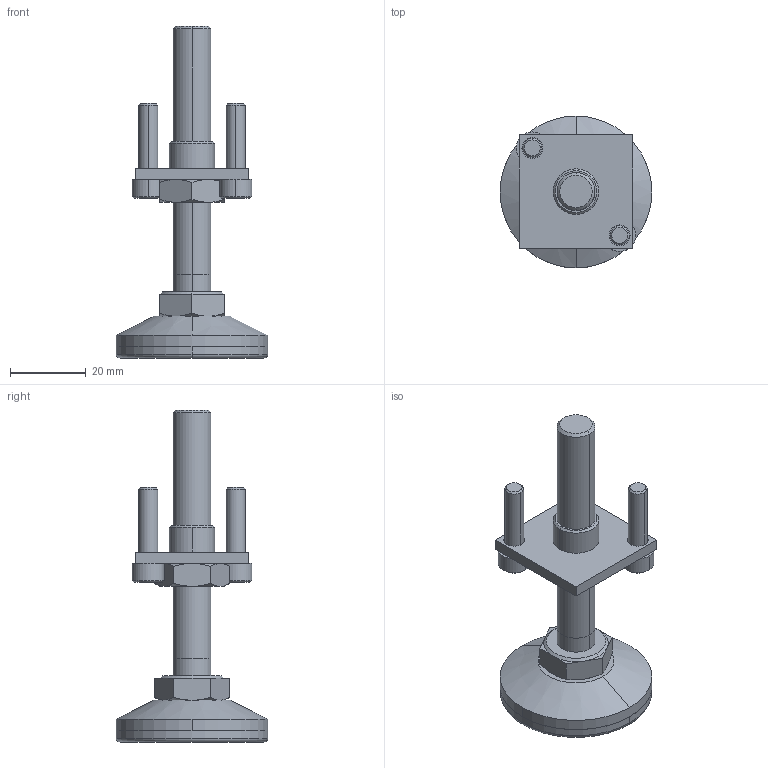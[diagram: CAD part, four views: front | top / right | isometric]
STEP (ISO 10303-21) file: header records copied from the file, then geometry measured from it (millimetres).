
FILE_DESCRIPTION(('Creo Elements/Direct Modeling STEP Export'),'2;1');
FILE_NAME('33.0255_Stellfuß-MMS-33_40-M10-87mm-KS.stp','2022-03-18T13:58:04',(''),(''),'PTC Creo Elements/Direct Modeling STEP processor for AP214 (Solid Model)','PTC Creo Elements/Direct Modeling 19.0C 15-Aug-2015 (C) Parametric Technology GmbH','');
FILE_SCHEMA(('AUTOMOTIVE_DESIGN { 1 0 10303 214 1 1 1 1 }'));
Length unit declared in the file: millimetre
Products named in the file (5): Flansch-MMS-33_30x30x10-M10_33.0246.3_PX176129; Stellfuß-MMS-33_40-M10-87mm-KS_33.0255.oF_PX173779; Sechskantmutter-DIN936_M10-8.8-verz_12432_PX176127; Zylinderschraube-DIN912_M5x20-8.8-verz_10985_PX175935; Stellfuß-MMS-33_40-M10-87mm-KS_33.0255_PX176131
Assembly tree (5 placements, depth 2):
  Stellfuß-MMS-33_40-M10-87mm-KS_33.0255_PX176131
    Zylinderschraube-DIN912_M5x20-8.8-verz_10985_PX175935  x2
    Sechskantmutter-DIN936_M10-8.8-verz_12432_PX176127
    Stellfuß-MMS-33_40-M10-87mm-KS_33.0255.oF_PX173779
    Flansch-MMS-33_30x30x10-M10_33.0246.3_PX176129
Bounding box: 40 x 40 x 87.4 mm (x, y, z)
Volume: 23404.6 mm3; surface area: 10482.4 mm2
Topology: 5 solids, 5 shells, 124 faces, 269 edges, 163 vertices
Faces by surface type: plane 52, cone 44, cylinder 26, torus 2
Entity records: 3963 total; most frequent: CARTESIAN_POINT 1652, ORIENTED_EDGE 462, DIRECTION 366, EDGE_CURVE 231, VERTEX_POINT 139, AXIS2_PLACEMENT_3D 137, EDGE_LOOP 120, FACE_OUTER_BOUND 106
